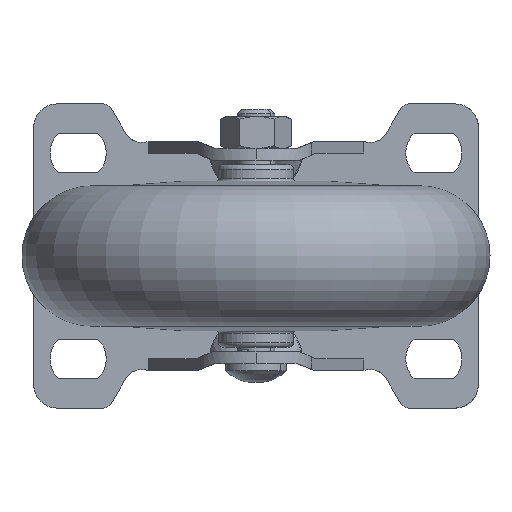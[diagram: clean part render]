
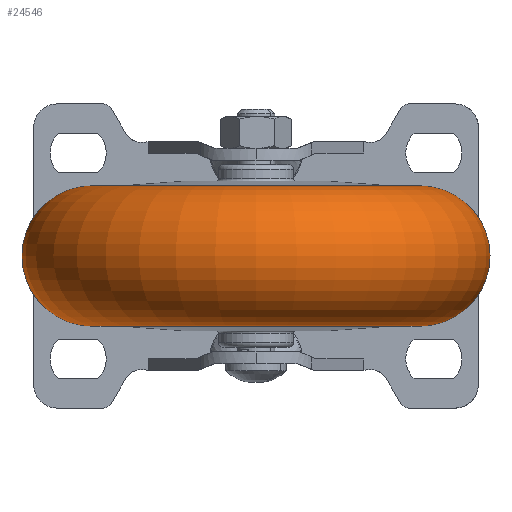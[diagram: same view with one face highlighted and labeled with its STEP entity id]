
A CAD part, front view. The second image highlights one B-rep face of the part: STEP entity #24546.
In plain terms, the highlighted toroidal (fillet/blend) face has major radius 35 mm and minor radius 15 mm.
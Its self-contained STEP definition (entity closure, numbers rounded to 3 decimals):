
#591 = ORIENTED_EDGE ( 'NONE', *, *, #4747, .F. ) ;
#633 = CARTESIAN_POINT ( 'NONE',  ( -4126.762, -17.516, 15. ) ) ;
#1412 = AXIS2_PLACEMENT_3D ( 'NONE', #25380, #25307, #25271 ) ;
#2880 = CIRCLE ( 'NONE', #23101, 15. ) ;
#3361 = CIRCLE ( 'NONE', #1412, 15. ) ;
#3377 = AXIS2_PLACEMENT_3D ( 'NONE', #34301, #34261, #34173 ) ;
#3778 = DIRECTION ( 'NONE',  ( 0., 0., 1. ) ) ;
#4747 = EDGE_CURVE ( 'NONE', #11665, #29574, #3361, .T. ) ;
#5432 = CARTESIAN_POINT ( 'NONE',  ( -4161.762, -17.516, -15. ) ) ;
#6029 = CIRCLE ( 'NONE', #10156, 35. ) ;
#6568 = DIRECTION ( 'NONE',  ( -1., 0., 0. ) ) ;
#7248 = CARTESIAN_POINT ( 'NONE',  ( -4196.762, -17.516, 15. ) ) ;
#8261 = DIRECTION ( 'NONE',  ( -1., 0., 0. ) ) ;
#8389 = VERTEX_POINT ( 'NONE', #23231 ) ;
#10156 = AXIS2_PLACEMENT_3D ( 'NONE', #5432, #24997, #8261 ) ;
#10400 = EDGE_CURVE ( 'NONE', #29574, #32370, #21384, .T. ) ;
#11665 = VERTEX_POINT ( 'NONE', #35802 ) ;
#16633 = DIRECTION ( 'NONE',  ( 0., -1., 0. ) ) ;
#18509 = ORIENTED_EDGE ( 'NONE', *, *, #19735, .T. ) ;
#19735 = EDGE_CURVE ( 'NONE', #8389, #32370, #2880, .T. ) ;
#20517 = CARTESIAN_POINT ( 'NONE',  ( -4161.762, -17.516, 0. ) ) ;
#21384 = CIRCLE ( 'NONE', #3377, 35. ) ;
#21831 = AXIS2_PLACEMENT_3D ( 'NONE', #20517, #3778, #6568 ) ;
#23101 = AXIS2_PLACEMENT_3D ( 'NONE', #33409, #16633, #36285 ) ;
#23231 = CARTESIAN_POINT ( 'NONE',  ( -4126.762, -17.516, -15. ) ) ;
#24062 = EDGE_LOOP ( 'NONE', ( #31258, #18509, #25466, #591 ) ) ;
#24546 = ADVANCED_FACE ( 'NONE', ( #34684 ), #33350, .T. ) ;
#24997 = DIRECTION ( 'NONE',  ( 0., 0., 1. ) ) ;
#25271 = DIRECTION ( 'NONE',  ( -1., 0., 0. ) ) ;
#25307 = DIRECTION ( 'NONE',  ( 0., 1., 0. ) ) ;
#25380 = CARTESIAN_POINT ( 'NONE',  ( -4196.762, -17.516, 0. ) ) ;
#25466 = ORIENTED_EDGE ( 'NONE', *, *, #10400, .F. ) ;
#29574 = VERTEX_POINT ( 'NONE', #7248 ) ;
#31002 = EDGE_CURVE ( 'NONE', #11665, #8389, #6029, .T. ) ;
#31258 = ORIENTED_EDGE ( 'NONE', *, *, #31002, .T. ) ;
#32370 = VERTEX_POINT ( 'NONE', #633 ) ;
#33350 = TOROIDAL_SURFACE ( 'NONE', #21831, 35., 15. ) ;
#33409 = CARTESIAN_POINT ( 'NONE',  ( -4126.762, -17.516, 0. ) ) ;
#34173 = DIRECTION ( 'NONE',  ( -1., 0., 0. ) ) ;
#34261 = DIRECTION ( 'NONE',  ( 0., 0., 1. ) ) ;
#34301 = CARTESIAN_POINT ( 'NONE',  ( -4161.762, -17.516, 15. ) ) ;
#34684 = FACE_OUTER_BOUND ( 'NONE', #24062, .T. ) ;
#35802 = CARTESIAN_POINT ( 'NONE',  ( -4196.762, -17.516, -15. ) ) ;
#36285 = DIRECTION ( 'NONE',  ( 1., 0., 0. ) ) ;
